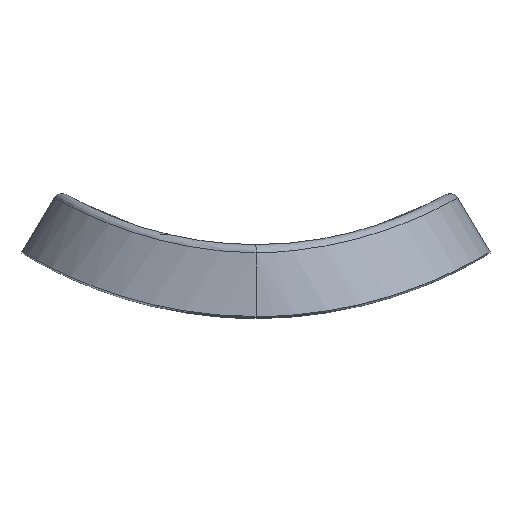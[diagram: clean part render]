
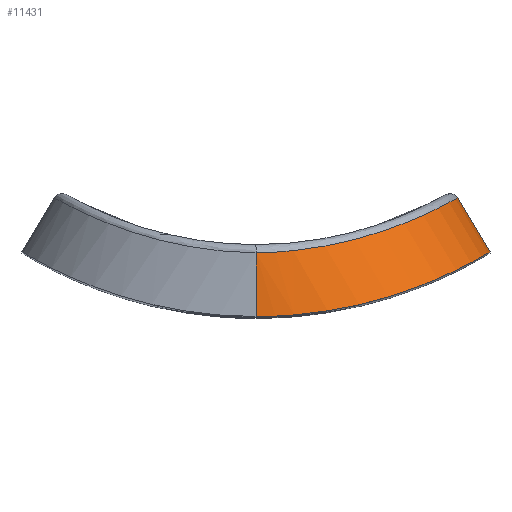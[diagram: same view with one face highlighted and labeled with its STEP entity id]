
A CAD part, top view. The second image highlights one B-rep face of the part: STEP entity #11431.
In plain terms, the highlighted cylindrical face has radius 13 mm (diameter 26 mm), a partial arc.
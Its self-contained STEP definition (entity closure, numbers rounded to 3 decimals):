
#332 = EDGE_CURVE ( 'NONE', #3632, #4464, #4403, .T. ) ;
#415 = CARTESIAN_POINT ( 'NONE',  ( 0., -0.464, 31.371 ) ) ;
#616 = CARTESIAN_POINT ( 'NONE',  ( 6.704, -3.104, 29.956 ) ) ;
#676 = CARTESIAN_POINT ( 'NONE',  ( 8.415, 1.259, 26.909 ) ) ;
#702 = CARTESIAN_POINT ( 'NONE',  ( 0., -4., 31.5 ) ) ;
#769 = CARTESIAN_POINT ( 'NONE',  ( 5.887, 0.39, 29.259 ) ) ;
#1566 = CARTESIAN_POINT ( 'NONE',  ( 9.962, -1.949, 27.286 ) ) ;
#1700 = EDGE_CURVE ( 'NONE', #2583, #4464, #13043, .T. ) ;
#1745 = CARTESIAN_POINT ( 'NONE',  ( 9.683, -2.068, 27.602 ) ) ;
#1808 = CARTESIAN_POINT ( 'NONE',  ( 1.967, -0.354, 31.007 ) ) ;
#1849 = CARTESIAN_POINT ( 'NONE',  ( 11.191, 2.615, 19.303 ) ) ;
#2583 = VERTEX_POINT ( 'NONE', #4604 ) ;
#2644 = DIRECTION ( 'NONE',  ( 0.516, -0.857, 0. ) ) ;
#2751 = CARTESIAN_POINT ( 'NONE',  ( 10.176, 2.065, 23.912 ) ) ;
#2802 = EDGE_CURVE ( 'NONE', #2583, #3477, #10300, .T. ) ;
#2820 = CARTESIAN_POINT ( 'NONE',  ( 3.049, -3.819, 31.222 ) ) ;
#3477 = VERTEX_POINT ( 'NONE', #6462 ) ;
#3487 = ORIENTED_EDGE ( 'NONE', *, *, #2802, .F. ) ;
#3559 = CARTESIAN_POINT ( 'NONE',  ( 13., -0.388, 18.5 ) ) ;
#3632 = VERTEX_POINT ( 'NONE', #6981 ) ;
#3771 = CARTESIAN_POINT ( 'NONE',  ( 7.666, 0.963, 27.79 ) ) ;
#3819 = CARTESIAN_POINT ( 'NONE',  ( 6.205, 0.482, 29.034 ) ) ;
#3906 = CARTESIAN_POINT ( 'NONE',  ( 9.298, 1.642, 25.633 ) ) ;
#4134 = VECTOR ( 'NONE', #13117, 1000. ) ;
#4403 =( BOUNDED_CURVE ( )  B_SPLINE_CURVE ( 3, ( #5594, #12266, #8035, #8082 ),
 .UNSPECIFIED., .F., .F. ) 
 B_SPLINE_CURVE_WITH_KNOTS ( ( 4, 4 ),
 ( 4.712, 4.853 ),
 .UNSPECIFIED. ) 
 CURVE ( )  GEOMETRIC_REPRESENTATION_ITEM ( )  RATIONAL_B_SPLINE_CURVE ( ( 1., 0.998, 0.998, 1. ) ) 
 REPRESENTATION_ITEM ( '' )  );
#4464 = VERTEX_POINT ( 'NONE', #415 ) ;
#4558 = CARTESIAN_POINT ( 'NONE',  ( 12.924, -0.434, 20.255 ) ) ;
#4604 = CARTESIAN_POINT ( 'NONE',  ( 11.191, 2.615, 18.5 ) ) ;
#4663 = CARTESIAN_POINT ( 'NONE',  ( 11.411, -1.274, 25.189 ) ) ;
#4738 = CARTESIAN_POINT ( 'NONE',  ( 8.146, -2.659, 29.032 ) ) ;
#4757 = CARTESIAN_POINT ( 'NONE',  ( 11.128, 2.578, 20.093 ) ) ;
#4814 = CARTESIAN_POINT ( 'NONE',  ( 4.885, 0.133, 29.869 ) ) ;
#4854 = CARTESIAN_POINT ( 'NONE',  ( 10.939, 2.473, 21.26 ) ) ;
#4880 = CARTESIAN_POINT ( 'NONE',  ( 8.8, -2.422, 28.499 ) ) ;
#4947 = CARTESIAN_POINT ( 'NONE',  ( 0.794, -0.442, 31.259 ) ) ;
#5594 = CARTESIAN_POINT ( 'NONE',  ( 0., -4., 31.5 ) ) ;
#5640 = CARTESIAN_POINT ( 'NONE',  ( 12.24, -0.828, 23.218 ) ) ;
#5674 = CARTESIAN_POINT ( 'NONE',  ( 10.487, -1.716, 26.619 ) ) ;
#5875 = CARTESIAN_POINT ( 'NONE',  ( 8.652, 1.358, 26.6 ) ) ;
#5927 = CARTESIAN_POINT ( 'NONE',  ( 1.577, -0.39, 31.102 ) ) ;
#6462 = CARTESIAN_POINT ( 'NONE',  ( 13., -0.388, 18.5 ) ) ;
#6639 = CARTESIAN_POINT ( 'NONE',  ( 12.374, -0.753, 22.802 ) ) ;
#6770 = CARTESIAN_POINT ( 'NONE',  ( 3.477, -3.763, 31.131 ) ) ;
#6812 = CARTESIAN_POINT ( 'NONE',  ( 5.941, -3.303, 30.332 ) ) ;
#6981 = CARTESIAN_POINT ( 'NONE',  ( 0., -4., 31.5 ) ) ;
#7839 = CARTESIAN_POINT ( 'NONE',  ( 0., -0.464, 31.371 ) ) ;
#7961 = CARTESIAN_POINT ( 'NONE',  ( 5.225, 0.215, 29.677 ) ) ;
#8008 = EDGE_CURVE ( 'NONE', #3477, #3632, #9788, .T. ) ;
#8035 = CARTESIAN_POINT ( 'NONE',  ( 0., -1.636, 31.457 ) ) ;
#8082 = CARTESIAN_POINT ( 'NONE',  ( 0., -0.464, 31.371 ) ) ;
#8140 = ORIENTED_EDGE ( 'NONE', *, *, #332, .F. ) ;
#8821 = CARTESIAN_POINT ( 'NONE',  ( -11.137, 14.494, 18.5 ) ) ;
#8861 = CARTESIAN_POINT ( 'NONE',  ( 0.884, -4., 31.5 ) ) ;
#9000 = CARTESIAN_POINT ( 'NONE',  ( 4.323, -3.63, 30.91 ) ) ;
#9045 = CARTESIAN_POINT ( 'NONE',  ( 1.758, -3.954, 31.434 ) ) ;
#9062 = CARTESIAN_POINT ( 'NONE',  ( 9.862, 1.906, 24.622 ) ) ;
#9155 = EDGE_LOOP ( 'NONE', ( #3487, #11845, #8140, #11213 ) ) ;
#9768 = CARTESIAN_POINT ( 'NONE',  ( 11.785, -1.077, 24.426 ) ) ;
#9788 = B_SPLINE_CURVE_WITH_KNOTS ( 'NONE', 3,
 ( #3559, #10764, #4558, #11818, #12851, #6639, #5640, #9768, #4663, #12897, #5674, #1566, #1745, #4880, #4738, #616, #6812, #10083, #9000, #6770, #2820, #9045, #8861, #702 ),
 .UNSPECIFIED., .F., .F.,
 ( 4, 2, 2, 2, 2, 2, 2, 2, 2, 2, 2, 4 ),
 ( 0., 0.003, 0.004, 0.005, 0.008, 0.009, 0.01, 0.013, 0.016, 0.017, 0.018, 0.021 ),
 .UNSPECIFIED. ) ;
#9861 = DIRECTION ( 'NONE',  ( 0.857, 0.516, 0. ) ) ;
#9961 = CARTESIAN_POINT ( 'NONE',  ( 9.094, 1.549, 25.961 ) ) ;
#10010 = CARTESIAN_POINT ( 'NONE',  ( 10.86, 2.429, 21.646 ) ) ;
#10055 = CARTESIAN_POINT ( 'NONE',  ( 10.67, 2.325, 22.412 ) ) ;
#10083 = CARTESIAN_POINT ( 'NONE',  ( 4.735, -3.555, 30.78 ) ) ;
#10248 = AXIS2_PLACEMENT_3D ( 'NONE', #8821, #2644, #9861 ) ;
#10300 = LINE ( 'NONE', #11946, #4134 ) ;
#10764 = CARTESIAN_POINT ( 'NONE',  ( 13., -0.388, 19.385 ) ) ;
#11104 = CARTESIAN_POINT ( 'NONE',  ( 10.558, 2.265, 22.794 ) ) ;
#11149 = CARTESIAN_POINT ( 'NONE',  ( 3.111, -0.219, 30.675 ) ) ;
#11213 = ORIENTED_EDGE ( 'NONE', *, *, #8008, .F. ) ;
#11431 = ADVANCED_FACE ( 'NONE', ( #12095 ), #13057, .T. ) ;
#11818 = CARTESIAN_POINT ( 'NONE',  ( 12.697, -0.568, 21.537 ) ) ;
#11845 = ORIENTED_EDGE ( 'NONE', *, *, #1700, .T. ) ;
#11946 = CARTESIAN_POINT ( 'NONE',  ( 13., -0.388, 18.5 ) ) ;
#12095 = FACE_OUTER_BOUND ( 'NONE', #9155, .T. ) ;
#12156 = CARTESIAN_POINT ( 'NONE',  ( 3.841, -0.094, 30.393 ) ) ;
#12190 = CARTESIAN_POINT ( 'NONE',  ( 0.398, -0.458, 31.323 ) ) ;
#12266 = CARTESIAN_POINT ( 'NONE',  ( 0., -2.816, 31.5 ) ) ;
#12851 = CARTESIAN_POINT ( 'NONE',  ( 12.603, -0.623, 21.961 ) ) ;
#12897 = CARTESIAN_POINT ( 'NONE',  ( 10.734, -1.601, 26.268 ) ) ;
#13043 = B_SPLINE_CURVE_WITH_KNOTS ( 'NONE', 3,
 ( #13096, #1849, #4757, #4854, #10010, #10055, #11104, #2751, #9062, #3906, #9961, #5875, #676, #3771, #13137, #3819, #769, #7961, #4814, #12156, #11149, #1808, #5927, #4947, #12190, #7839 ),
 .UNSPECIFIED., .F., .F.,
 ( 4, 2, 2, 2, 2, 2, 2, 2, 2, 2, 2, 2, 4 ),
 ( 0., 0.002, 0.004, 0.005, 0.007, 0.008, 0.009, 0.012, 0.013, 0.014, 0.017, 0.018, 0.019 ),
 .UNSPECIFIED. ) ;
#13057 = CYLINDRICAL_SURFACE ( 'NONE', #10248, 13. ) ;
#13096 = CARTESIAN_POINT ( 'NONE',  ( 11.191, 2.615, 18.5 ) ) ;
#13117 = DIRECTION ( 'NONE',  ( 0.516, -0.857, 0. ) ) ;
#13137 = CARTESIAN_POINT ( 'NONE',  ( 7.115, 0.765, 28.321 ) ) ;
